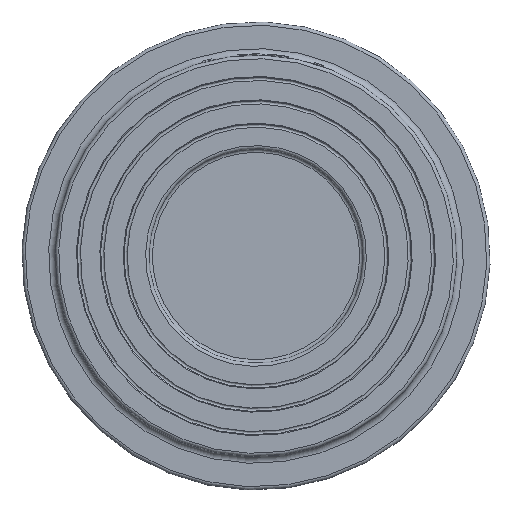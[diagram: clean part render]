
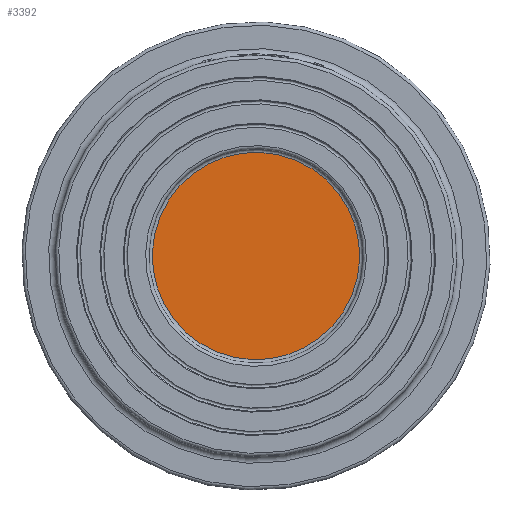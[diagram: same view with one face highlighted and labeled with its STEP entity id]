
A CAD part, front view. The second image highlights one B-rep face of the part: STEP entity #3392.
In plain terms, the highlighted planar face has unit normal (0, -1, 0).
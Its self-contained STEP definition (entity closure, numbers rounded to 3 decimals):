
#357=PLANE('',#3790);
#499=FACE_OUTER_BOUND('',#720,.T.);
#720=EDGE_LOOP('',(#2716));
#1226=CIRCLE('',#3788,15.5);
#1525=VERTEX_POINT('',#6481);
#1933=EDGE_CURVE('',#1525,#1525,#1226,.T.);
#2716=ORIENTED_EDGE('',*,*,#1933,.F.);
#3392=ADVANCED_FACE('',(#499),#357,.F.);
#3788=AXIS2_PLACEMENT_3D('',#6483,#4550,#4551);
#3790=AXIS2_PLACEMENT_3D('',#6485,#4554,#4555);
#4550=DIRECTION('center_axis',(0.,1.,0.));
#4551=DIRECTION('ref_axis',(-1.,0.,0.));
#4554=DIRECTION('center_axis',(0.,1.,0.));
#4555=DIRECTION('ref_axis',(0.,0.,1.));
#6481=CARTESIAN_POINT('',(0.,4.6,15.5));
#6483=CARTESIAN_POINT('Origin',(0.,4.6,0.));
#6485=CARTESIAN_POINT('Origin',(0.,4.6,0.));
